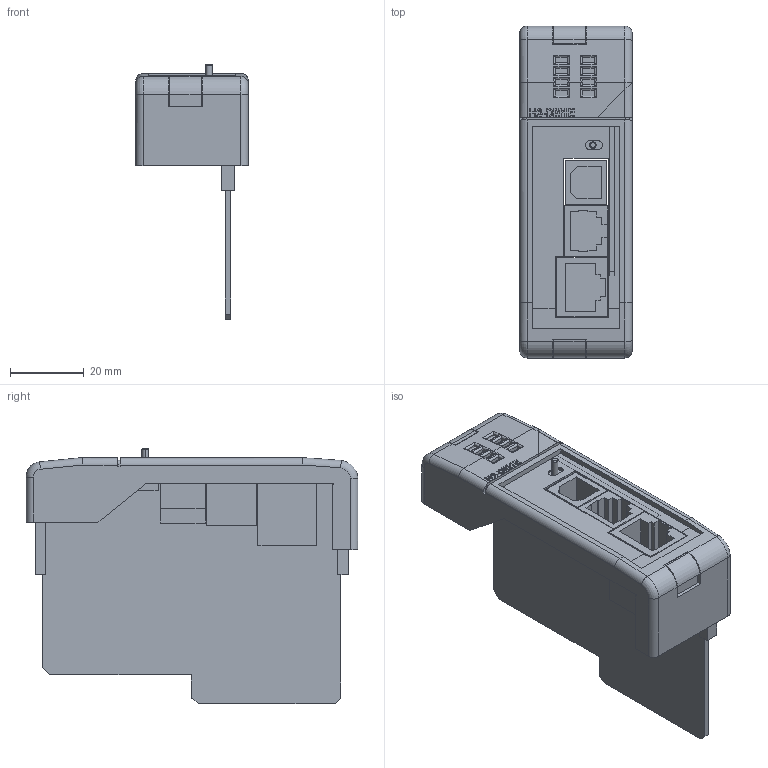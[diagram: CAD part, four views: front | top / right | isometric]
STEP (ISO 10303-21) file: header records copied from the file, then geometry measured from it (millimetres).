
FILE_DESCRIPTION (( 'STEP AP214' ), '1' );
FILE_NAME ('H2-DM1E.STEP', '2014-09-17T13:21:52', ( '' ), ( '' ), 'SwSTEP 2.0', 'SolidWorks 2014', '' );
FILE_SCHEMA (( 'AUTOMOTIVE_DESIGN' ));
Length unit declared in the file: millimetre
Products named in the file (1): H2-DM1E
Bounding box: 30.55 x 90 x 69.19 mm (x, y, z)
Volume: 24086.5 mm3; surface area: 33715 mm2
Topology: 18 solids, 18 shells, 441 faces, 1199 edges, 786 vertices
Faces by surface type: plane 321, cylinder 88, bspline 21, torus 11
Entity records: 19521 total; most frequent: CARTESIAN_POINT 3827, ORIENTED_EDGE 2398, DIRECTION 2023, EDGE_CURVE 1199, LINE 979, VECTOR 979, VERTEX_POINT 786, AXIS2_PLACEMENT_3D 522
